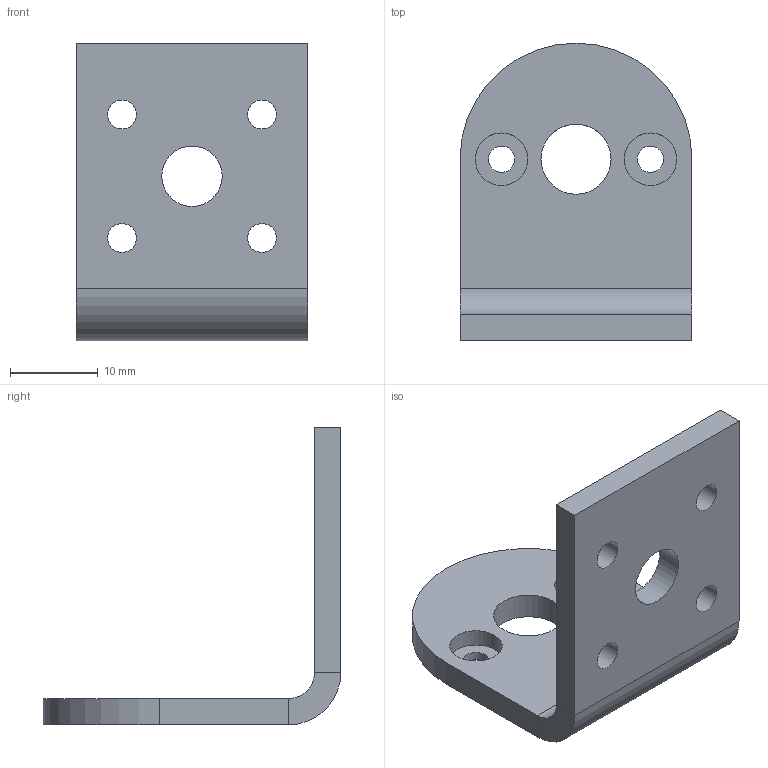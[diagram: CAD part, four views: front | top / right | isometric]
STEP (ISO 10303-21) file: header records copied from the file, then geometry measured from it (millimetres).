
FILE_DESCRIPTION(/* description */ (''),/* implementation_level */ '2;1');
FILE_NAME(/* name */ 'JGA25-370-bracket.step',/* time_stamp */ '2022-05-10T17:53:08+10:00',/* author */ ('Dan'),/* organization */ (''),/* preprocessor_version */ 'ST-DEVELOPER v19',/* originating_system */ 'Autodesk Inventor 2023',/* authorisation */ '');
FILE_SCHEMA (('AUTOMOTIVE_DESIGN { 1 0 10303 214 3 1 1 }'));
Length unit declared in the file: millimetre
Products named in the file (1): JGA25-370-bracket
Bounding box: 26.5 x 34 x 34 mm (x, y, z)
Volume: 4295.1 mm3; surface area: 3782.3 mm2
Topology: 1 solids, 1 shells, 26 faces, 58 edges, 36 vertices
Faces by surface type: cylinder 13, plane 13
Full cylindrical faces by diameter (mm): 3 x2, 3.3 x4, 6 x2, 6.9 x1, 8 x1
Entity records: 799 total; most frequent: DIRECTION 138, CARTESIAN_POINT 121, ORIENTED_EDGE 116, EDGE_CURVE 58, AXIS2_PLACEMENT_3D 53, EDGE_LOOP 44, VERTEX_POINT 36, LINE 32
